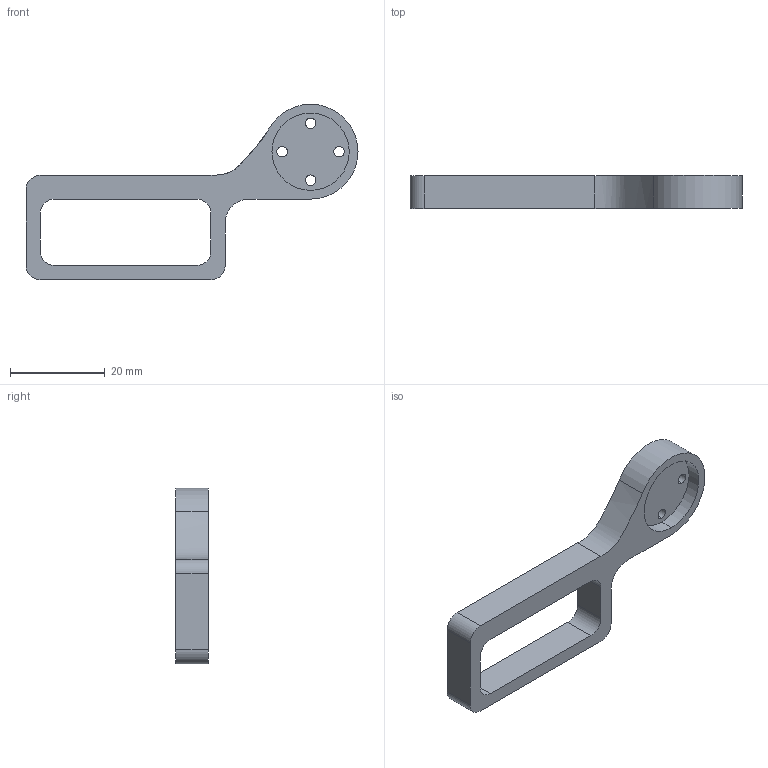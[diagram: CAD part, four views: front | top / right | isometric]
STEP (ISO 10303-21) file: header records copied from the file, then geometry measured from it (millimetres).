
FILE_DESCRIPTION (( 'STEP AP214' ), '1' );
FILE_NAME ('factr_teleop_gripper_trigger.STEP', '2025-03-30T19:45:04', ( '' ), ( '' ), 'SwSTEP 2.0', 'SolidWorks 2024', '' );
FILE_SCHEMA (( 'AUTOMOTIVE_DESIGN' ));
Length unit declared in the file: millimetre
Products named in the file (1): factr_teleop_gripper_trigger
Bounding box: 70 x 6.9 x 37 mm (x, y, z)
Volume: 5071.8 mm3; surface area: 3861.4 mm2
Topology: 1 solids, 1 shells, 32 faces, 87 edges, 58 vertices
Faces by surface type: cylinder 19, plane 12, bspline 1
Entity records: 1082 total; most frequent: CARTESIAN_POINT 195, DIRECTION 187, ORIENTED_EDGE 174, EDGE_CURVE 87, AXIS2_PLACEMENT_3D 70, VERTEX_POINT 58, LINE 47, VECTOR 47
